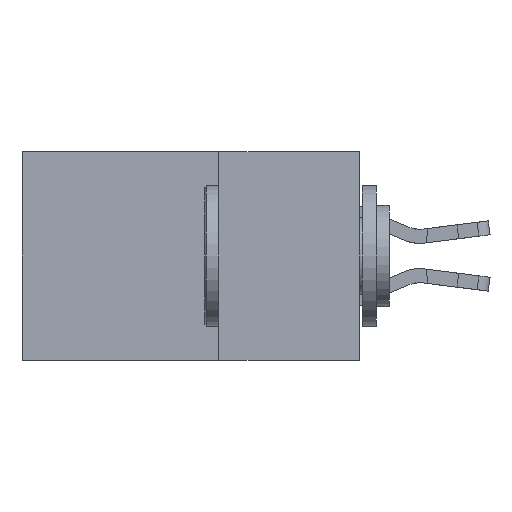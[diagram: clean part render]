
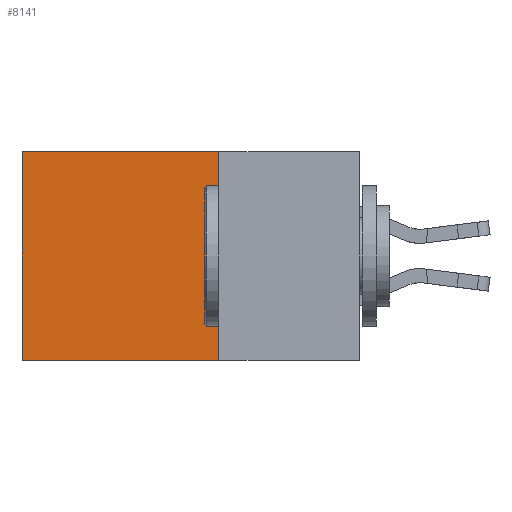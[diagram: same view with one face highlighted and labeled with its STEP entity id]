
A CAD part, left-side view. The second image highlights one B-rep face of the part: STEP entity #8141.
In plain terms, the highlighted planar face has unit normal (-1, 0, 0).
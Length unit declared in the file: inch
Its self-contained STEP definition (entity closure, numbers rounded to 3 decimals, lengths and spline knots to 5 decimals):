
#903 = VERTEX_POINT ( 'NONE', #10413 ) ;
#930 = VERTEX_POINT ( 'NONE', #24659 ) ;
#2175 = DIRECTION ( 'NONE',  ( 0., 1., 0. ) ) ;
#2299 = EDGE_LOOP ( 'NONE', ( #17339, #21893, #21956, #28800 ) ) ;
#2564 = DIRECTION ( 'NONE',  ( 0., 0., -1. ) ) ;
#3179 = VECTOR ( 'NONE', #6155, 39.37008 ) ;
#3735 = CARTESIAN_POINT ( 'NONE',  ( 0.2875, 0.25, -0.37 ) ) ;
#5631 = DIRECTION ( 'NONE',  ( 0., 0., -1. ) ) ;
#6155 = DIRECTION ( 'NONE',  ( 0., 1., 0. ) ) ;
#6259 = CARTESIAN_POINT ( 'NONE',  ( 0.2875, 0.25, 0. ) ) ;
#8141 = ADVANCED_FACE ( 'NONE', ( #19698 ), #19161, .F. ) ;
#9039 = LINE ( 'NONE', #22088, #20919 ) ;
#9282 = LINE ( 'NONE', #11254, #18144 ) ;
#10413 = CARTESIAN_POINT ( 'NONE',  ( 0.2875, 0.25, 0. ) ) ;
#11254 = CARTESIAN_POINT ( 'NONE',  ( 0.2875, 0.6, 0. ) ) ;
#11903 = DIRECTION ( 'NONE',  ( 1., 0., 0. ) ) ;
#12096 = LINE ( 'NONE', #6259, #3179 ) ;
#14642 = CARTESIAN_POINT ( 'NONE',  ( 0.2875, 0.6, -0.37 ) ) ;
#15463 = EDGE_CURVE ( 'NONE', #903, #930, #12096, .T. ) ;
#15625 = LINE ( 'NONE', #3735, #28959 ) ;
#15734 = CARTESIAN_POINT ( 'NONE',  ( 0.2875, 0.25, -0.37 ) ) ;
#16554 = CARTESIAN_POINT ( 'NONE',  ( 0.2875, 0.25, 0. ) ) ;
#16990 = EDGE_CURVE ( 'NONE', #903, #29631, #9039, .T. ) ;
#17339 = ORIENTED_EDGE ( 'NONE', *, *, #21990, .T. ) ;
#18144 = VECTOR ( 'NONE', #23859, 39.37008 ) ;
#19161 = PLANE ( 'NONE',  #25244 ) ;
#19698 = FACE_OUTER_BOUND ( 'NONE', #2299, .T. ) ;
#20887 = EDGE_CURVE ( 'NONE', #29631, #28646, #15625, .T. ) ;
#20919 = VECTOR ( 'NONE', #5631, 39.37008 ) ;
#21893 = ORIENTED_EDGE ( 'NONE', *, *, #20887, .F. ) ;
#21956 = ORIENTED_EDGE ( 'NONE', *, *, #16990, .F. ) ;
#21990 = EDGE_CURVE ( 'NONE', #930, #28646, #9282, .T. ) ;
#22088 = CARTESIAN_POINT ( 'NONE',  ( 0.2875, 0.25, 0. ) ) ;
#23859 = DIRECTION ( 'NONE',  ( 0., 0., -1. ) ) ;
#24659 = CARTESIAN_POINT ( 'NONE',  ( 0.2875, 0.6, 0. ) ) ;
#25244 = AXIS2_PLACEMENT_3D ( 'NONE', #16554, #11903, #2564 ) ;
#28646 = VERTEX_POINT ( 'NONE', #14642 ) ;
#28800 = ORIENTED_EDGE ( 'NONE', *, *, #15463, .T. ) ;
#28959 = VECTOR ( 'NONE', #2175, 39.37008 ) ;
#29631 = VERTEX_POINT ( 'NONE', #15734 ) ;
